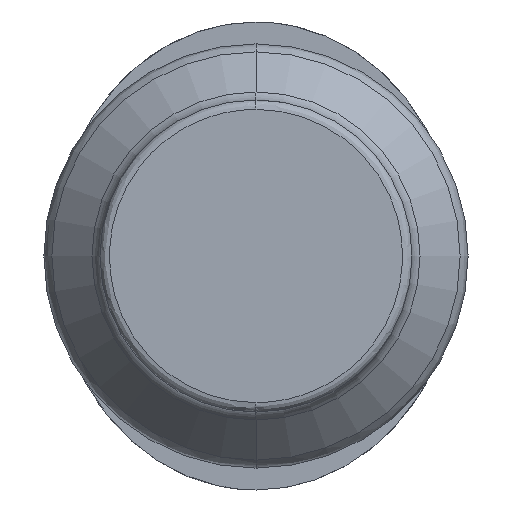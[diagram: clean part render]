
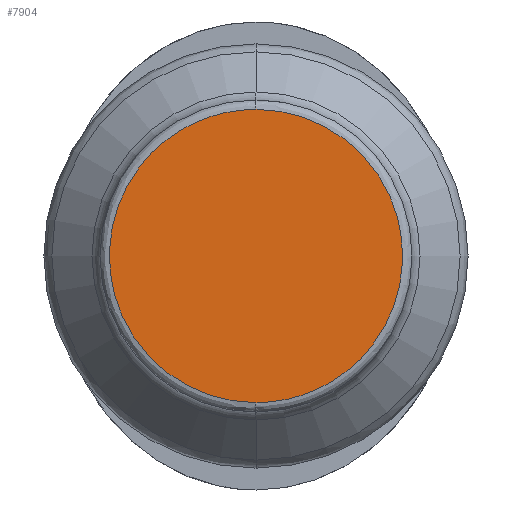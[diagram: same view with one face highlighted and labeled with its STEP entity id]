
A CAD part, left-side view. The second image highlights one B-rep face of the part: STEP entity #7904.
In plain terms, the highlighted planar face has unit normal (-1, 0, 0).
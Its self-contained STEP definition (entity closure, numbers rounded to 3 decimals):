
#278 =( BOUNDED_CURVE ( )  B_SPLINE_CURVE ( 3, ( #13427, #1763, #8120, #12496 ),
 .UNSPECIFIED., .F., .F. ) 
 B_SPLINE_CURVE_WITH_KNOTS ( ( 4, 4 ),
 ( 0., 1. ),
 .UNSPECIFIED. ) 
 CURVE ( )  GEOMETRIC_REPRESENTATION_ITEM ( )  RATIONAL_B_SPLINE_CURVE ( ( 1., 0.333, 0.333, 1. ) ) 
 REPRESENTATION_ITEM ( '' )  );
#697 = DIRECTION ( 'NONE',  ( -1., 0., 0. ) ) ;
#812 = CARTESIAN_POINT ( 'NONE',  ( -27.754, 0., -4.7 ) ) ;
#1567 = ORIENTED_EDGE ( 'NONE', *, *, #12155, .F. ) ;
#1763 = CARTESIAN_POINT ( 'NONE',  ( -27.754, -9.4, 4.7 ) ) ;
#4162 = CARTESIAN_POINT ( 'NONE',  ( -27.754, 0., 4.7 ) ) ;
#4180 = FACE_OUTER_BOUND ( 'NONE', #8469, .T. ) ;
#4344 = CARTESIAN_POINT ( 'NONE',  ( -27.754, 9.4, 4.7 ) ) ;
#6135 = PLANE ( 'NONE',  #9653 ) ;
#6668 = VERTEX_POINT ( 'NONE', #10408 ) ;
#6842 = ORIENTED_EDGE ( 'NONE', *, *, #12343, .F. ) ;
#7569 = CARTESIAN_POINT ( 'NONE',  ( -27.754, 0., -4.7 ) ) ;
#7904 = ADVANCED_FACE ( 'NONE', ( #4180 ), #6135, .T. ) ;
#8120 = CARTESIAN_POINT ( 'NONE',  ( -27.754, -9.4, -4.7 ) ) ;
#8469 = EDGE_LOOP ( 'NONE', ( #1567, #6842 ) ) ;
#9653 = AXIS2_PLACEMENT_3D ( 'NONE', #12632, #697, #10489 ) ;
#10408 = CARTESIAN_POINT ( 'NONE',  ( -27.754, 0., 4.7 ) ) ;
#10489 = DIRECTION ( 'NONE',  ( 0., 0., 1. ) ) ;
#10870 =( BOUNDED_CURVE ( )  B_SPLINE_CURVE ( 3, ( #7569, #11779, #4344, #4162 ),
 .UNSPECIFIED., .F., .F. ) 
 B_SPLINE_CURVE_WITH_KNOTS ( ( 4, 4 ),
 ( 0., 1. ),
 .UNSPECIFIED. ) 
 CURVE ( )  GEOMETRIC_REPRESENTATION_ITEM ( )  RATIONAL_B_SPLINE_CURVE ( ( 1., 0.333, 0.333, 1. ) ) 
 REPRESENTATION_ITEM ( '' )  );
#11271 = VERTEX_POINT ( 'NONE', #812 ) ;
#11779 = CARTESIAN_POINT ( 'NONE',  ( -27.754, 9.4, -4.7 ) ) ;
#12155 = EDGE_CURVE ( 'NONE', #6668, #11271, #278, .T. ) ;
#12343 = EDGE_CURVE ( 'NONE', #11271, #6668, #10870, .T. ) ;
#12496 = CARTESIAN_POINT ( 'NONE',  ( -27.754, 0., -4.7 ) ) ;
#12632 = CARTESIAN_POINT ( 'NONE',  ( -27.754, 0., 2.5 ) ) ;
#13427 = CARTESIAN_POINT ( 'NONE',  ( -27.754, 0., 4.7 ) ) ;
